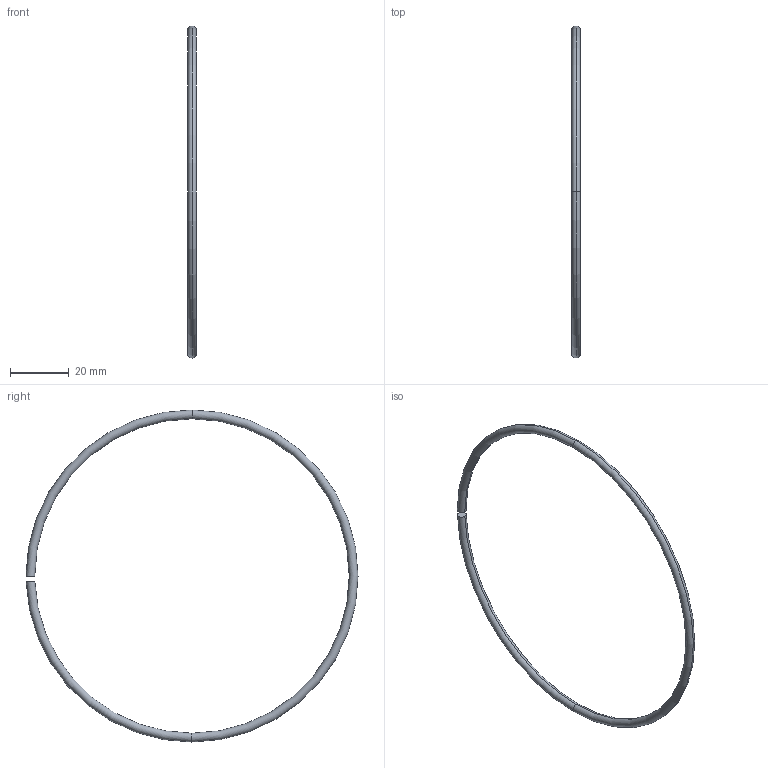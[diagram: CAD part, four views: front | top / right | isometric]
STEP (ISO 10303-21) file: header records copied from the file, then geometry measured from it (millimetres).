
FILE_DESCRIPTION (( 'STEP AP203' ), '1' );
FILE_NAME ('20011141.STEP', '2018-07-18T02:03:00', ( '' ), ( '' ), 'SwSTEP 2.0', 'SolidWorks 2014', '' );
FILE_SCHEMA (( 'CONFIG_CONTROL_DESIGN' ));
Length unit declared in the file: millimetre
Products named in the file (1): 20011141
Bounding box: 3 x 113.5 x 113.5 mm (x, y, z)
Volume: 2440.2 mm3; surface area: 3267.7 mm2
Topology: 1 solids, 1 shells, 8 faces, 14 edges, 8 vertices
Faces by surface type: torus 6, plane 2
Entity records: 277 total; most frequent: DIRECTION 46, CARTESIAN_POINT 31, ORIENTED_EDGE 28, AXIS2_PLACEMENT_3D 23, CIRCLE 14, EDGE_CURVE 14, EDGE_LOOP 8, PERSON_AND_ORGANIZATION 8
